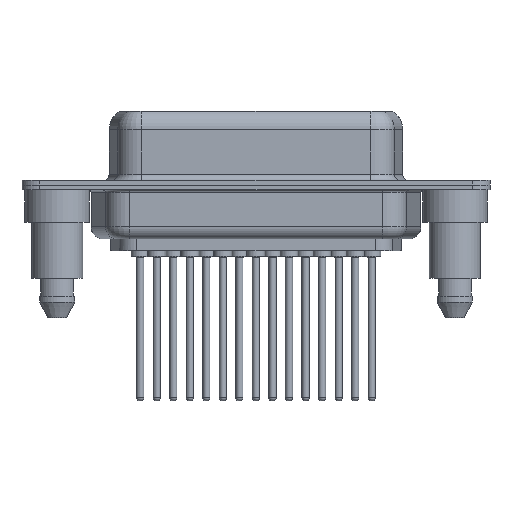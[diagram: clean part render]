
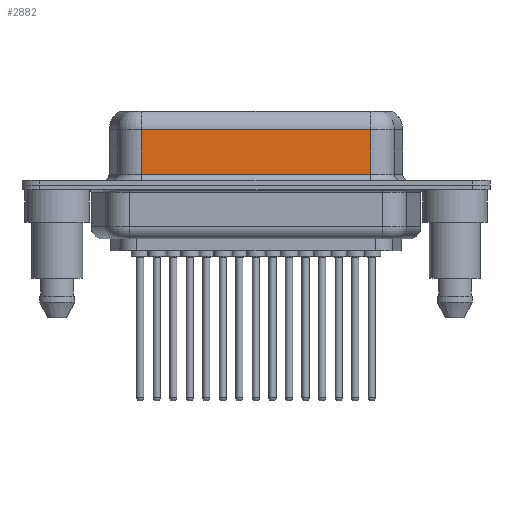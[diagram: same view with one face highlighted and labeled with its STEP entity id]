
A CAD part, front view. The second image highlights one B-rep face of the part: STEP entity #2882.
In plain terms, the highlighted planar face has unit normal (0, -1, 0).
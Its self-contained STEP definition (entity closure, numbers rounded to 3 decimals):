
#512 = EDGE_CURVE ( 'NONE', #4876, #3418, #1989, .T. ) ;
#764 = EDGE_CURVE ( 'NONE', #4876, #11211, #7457, .T. ) ;
#1217 = EDGE_CURVE ( 'NONE', #3418, #15976, #15196, .T. ) ;
#1253 = DIRECTION ( 'NONE',  ( 0., 1., 0. ) ) ;
#1444 = DIRECTION ( 'NONE',  ( -1., 0., 0. ) ) ;
#1655 = CARTESIAN_POINT ( 'NONE',  ( 26.262, -3.95, 6.4 ) ) ;
#1891 = DIRECTION ( 'NONE',  ( 1., 0., 0. ) ) ;
#1989 = LINE ( 'NONE', #16323, #8005 ) ;
#2882 = ADVANCED_FACE ( 'NONE', ( #8099 ), #13890, .F. ) ;
#3418 = VERTEX_POINT ( 'NONE', #16099 ) ;
#4033 = CARTESIAN_POINT ( 'NONE',  ( 26.262, -3.95, 0.9 ) ) ;
#4461 = VECTOR ( 'NONE', #1891, 1000. ) ;
#4876 = VERTEX_POINT ( 'NONE', #9380 ) ;
#5133 = CARTESIAN_POINT ( 'NONE',  ( 7.038, -3.95, 6.4 ) ) ;
#5450 = ORIENTED_EDGE ( 'NONE', *, *, #1217, .T. ) ;
#6132 = EDGE_CURVE ( 'NONE', #15976, #11211, #13377, .T. ) ;
#7457 = LINE ( 'NONE', #1655, #11959 ) ;
#7786 = DIRECTION ( 'NONE',  ( -1., 0., 0. ) ) ;
#8005 = VECTOR ( 'NONE', #7786, 1000. ) ;
#8099 = FACE_OUTER_BOUND ( 'NONE', #13197, .T. ) ;
#8521 = ORIENTED_EDGE ( 'NONE', *, *, #512, .T. ) ;
#9380 = CARTESIAN_POINT ( 'NONE',  ( 26.262, -3.95, 4.65 ) ) ;
#9783 = DIRECTION ( 'NONE',  ( 0., 0., -1. ) ) ;
#10548 = ORIENTED_EDGE ( 'NONE', *, *, #764, .F. ) ;
#10619 = CARTESIAN_POINT ( 'NONE',  ( 26.262, -3.95, 6.4 ) ) ;
#11211 = VERTEX_POINT ( 'NONE', #4033 ) ;
#11959 = VECTOR ( 'NONE', #14949, 1000. ) ;
#13197 = EDGE_LOOP ( 'NONE', ( #10548, #8521, #5450, #17121 ) ) ;
#13377 = LINE ( 'NONE', #14899, #4461 ) ;
#13890 = PLANE ( 'NONE',  #16831 ) ;
#14899 = CARTESIAN_POINT ( 'NONE',  ( 26.262, -3.95, 0.9 ) ) ;
#14949 = DIRECTION ( 'NONE',  ( 0., 0., -1. ) ) ;
#15072 = CARTESIAN_POINT ( 'NONE',  ( 7.038, -3.95, 0.9 ) ) ;
#15196 = LINE ( 'NONE', #5133, #15339 ) ;
#15339 = VECTOR ( 'NONE', #9783, 1000. ) ;
#15976 = VERTEX_POINT ( 'NONE', #15072 ) ;
#16099 = CARTESIAN_POINT ( 'NONE',  ( 7.038, -3.95, 4.65 ) ) ;
#16323 = CARTESIAN_POINT ( 'NONE',  ( 26.262, -3.95, 4.65 ) ) ;
#16831 = AXIS2_PLACEMENT_3D ( 'NONE', #10619, #1253, #1444 ) ;
#17121 = ORIENTED_EDGE ( 'NONE', *, *, #6132, .T. ) ;
